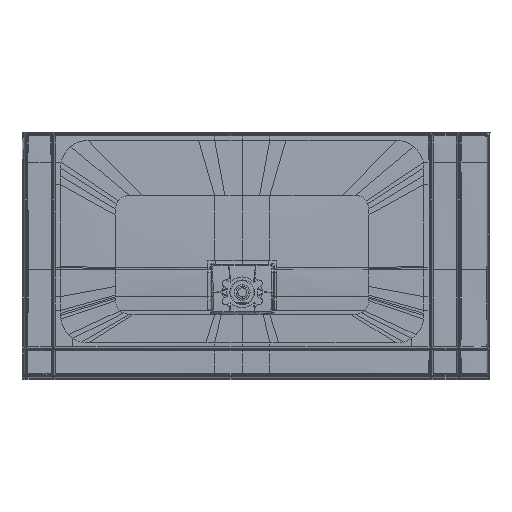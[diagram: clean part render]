
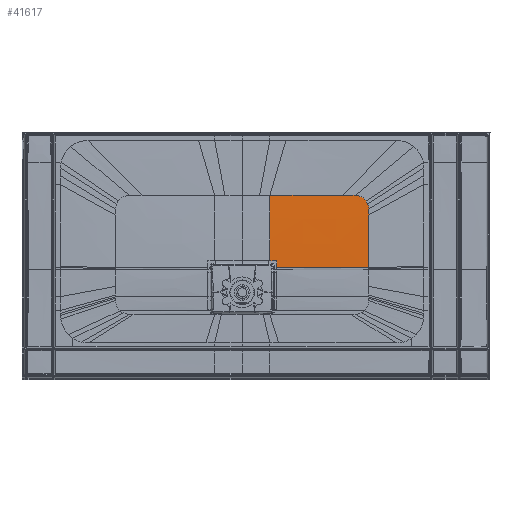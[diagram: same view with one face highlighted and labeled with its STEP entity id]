
A CAD part, front view. The second image highlights one B-rep face of the part: STEP entity #41617.
In plain terms, the highlighted free-form (B-spline) face has degree [3, 3] with [4, 4] control points.
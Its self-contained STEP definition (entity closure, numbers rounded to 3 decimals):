
#11034=CARTESIAN_POINT('',(459.999,-23.737,
145.169));
#11035=CARTESIAN_POINT('',(348.39,-26.357,
145.181));
#11036=CARTESIAN_POINT('',(236.752,-27.777,
145.154));
#11037=CARTESIAN_POINT('',(125.111,-27.962,
145.151));
#11039=CARTESIAN_POINT('',(97.993,7199.92,112.111));
#11040=DIRECTION('',(-1.,0.,0.));
#11041=DIRECTION('',(0.,-1.,0.008));
#11042=AXIS2_PLACEMENT_3D('',#11039,#11040,#11041);
#11044=CARTESIAN_POINT('',(100.081,-22.02,
407.5));
#11045=CARTESIAN_POINT('',(185.468,-22.02,
407.5));
#11046=CARTESIAN_POINT('',(273.811,-21.587,
407.5));
#11047=CARTESIAN_POINT('',(364.083,-20.81,
407.5));
#11049=CARTESIAN_POINT('',(364.083,-20.81,
407.5));
#11050=CARTESIAN_POINT('',(369.232,-20.766,
407.497));
#11051=CARTESIAN_POINT('',(379.498,-20.675,
407.493));
#11052=CARTESIAN_POINT('',(394.803,-20.534,
407.508));
#11053=CARTESIAN_POINT('',(404.945,-20.437,
407.504));
#11054=CARTESIAN_POINT('',(410.,-20.388,
407.499));
#11056=CARTESIAN_POINT('',(410.,-20.388,
407.499));
#11057=CARTESIAN_POINT('',(410.961,-20.379,
407.499));
#11058=CARTESIAN_POINT('',(412.879,-20.361,
407.441));
#11059=CARTESIAN_POINT('',(415.749,-20.34,
407.194));
#11060=CARTESIAN_POINT('',(418.599,-20.323,
406.781));
#11061=CARTESIAN_POINT('',(421.42,-20.31,
406.205));
#11062=CARTESIAN_POINT('',(424.202,-20.301,
405.468));
#11063=CARTESIAN_POINT('',(426.937,-20.296,
404.572));
#11064=CARTESIAN_POINT('',(429.615,-20.295,
403.521));
#11065=CARTESIAN_POINT('',(432.228,-20.298,
402.318));
#11066=CARTESIAN_POINT('',(434.767,-20.305,
400.966));
#11067=CARTESIAN_POINT('',(437.224,-20.316,
399.472));
#11068=CARTESIAN_POINT('',(439.592,-20.33,
397.838));
#11069=CARTESIAN_POINT('',(441.862,-20.347,
396.07));
#11070=CARTESIAN_POINT('',(444.023,-20.368,
394.178));
#11071=CARTESIAN_POINT('',(446.074,-20.392,
392.163));
#11072=CARTESIAN_POINT('',(448.007,-20.419,
390.034));
#11073=CARTESIAN_POINT('',(449.209,-20.438,
388.541));
#11074=CARTESIAN_POINT('',(449.79,-20.449,
387.777));
#11076=CARTESIAN_POINT('',(449.79,-20.449,
387.777));
#11077=CARTESIAN_POINT('',(450.334,-20.459,
387.061));
#11078=CARTESIAN_POINT('',(451.382,-20.479,
385.604));
#11079=CARTESIAN_POINT('',(452.836,-20.512,
383.334));
#11080=CARTESIAN_POINT('',(454.165,-20.547,
380.99));
#11081=CARTESIAN_POINT('',(455.366,-20.585,
378.577));
#11082=CARTESIAN_POINT('',(456.079,-20.611,
376.929));
#11083=CARTESIAN_POINT('',(456.413,-20.625,
376.094));
#11085=CARTESIAN_POINT('',(456.413,-20.625,
376.094));
#11086=CARTESIAN_POINT('',(456.75,-20.639,
375.251));
#11087=CARTESIAN_POINT('',(457.378,-20.667,
373.55));
#11088=CARTESIAN_POINT('',(458.18,-20.711,
370.949));
#11089=CARTESIAN_POINT('',(458.84,-20.758,
368.308));
#11090=CARTESIAN_POINT('',(459.356,-20.806,
365.634));
#11091=CARTESIAN_POINT('',(459.726,-20.857,
362.937));
#11092=CARTESIAN_POINT('',(459.949,-20.909,
360.222));
#11093=CARTESIAN_POINT('',(459.999,-20.944,
358.408));
#11094=CARTESIAN_POINT('',(460.,-20.963,
357.5));
#11096=DIRECTION('',(0.,-0.019,-1.));
#11097=VECTOR('',#11096,21.445);
#11098=CARTESIAN_POINT('',(460.,-20.963,
357.5));
#11099=LINE('',#11098,#11097);
#11100=CARTESIAN_POINT('',(460.,-21.38,
336.059));
#11101=CARTESIAN_POINT('',(460.,-22.582,
271.933));
#11102=CARTESIAN_POINT('',(459.992,-23.362,
208.247));
#11103=CARTESIAN_POINT('',(459.999,-23.737,
145.169));
#11612=CARTESIAN_POINT('',(100.067,-27.825,
170.2));
#11613=CARTESIAN_POINT('',(108.415,-27.825,
170.2));
#11614=CARTESIAN_POINT('',(116.762,-27.817,
170.198));
#11615=CARTESIAN_POINT('',(125.11,-27.803,
170.198));
#11617=CARTESIAN_POINT('',(125.11,-27.803,
170.198));
#11618=CARTESIAN_POINT('',(125.11,-27.871,
161.849));
#11619=CARTESIAN_POINT('',(125.111,-27.923,
153.5));
#11620=CARTESIAN_POINT('',(125.111,-27.962,
145.151));
#11622=CARTESIAN_POINT('',(125.111,-27.962,
145.151));
#20037=CARTESIAN_POINT('',(100.081,-22.02,
407.5));
#20038=VERTEX_POINT('',#20037);
#20040=CARTESIAN_POINT('',(100.067,-27.825,
170.2));
#20042=VERTEX_POINT('',#20040);
#20046=CARTESIAN_POINT('',(364.083,-20.81,
407.5));
#20047=VERTEX_POINT('',#20046);
#20049=CARTESIAN_POINT('',(410.,-20.388,
407.499));
#20050=VERTEX_POINT('',#20049);
#20051=CARTESIAN_POINT('',(449.79,-20.449,
387.777));
#20052=VERTEX_POINT('',#20051);
#20054=CARTESIAN_POINT('',(456.413,-20.625,
376.094));
#20055=VERTEX_POINT('',#20054);
#20057=CARTESIAN_POINT('',(460.,-20.963,
357.5));
#20058=VERTEX_POINT('',#20057);
#20059=CARTESIAN_POINT('',(460.,-21.38,
336.059));
#20060=VERTEX_POINT('',#20059);
#20062=CARTESIAN_POINT('',(459.999,-23.737,
145.169));
#20063=VERTEX_POINT('',#20062);
#20223=VERTEX_POINT('',#11622);
#20224=VERTEX_POINT('',#11617);
#41584=CARTESIAN_POINT('',(463.532,-19.773,
410.052));
#41585=CARTESIAN_POINT('',(463.656,-21.855,
320.905));
#41586=CARTESIAN_POINT('',(463.727,-23.152,
231.725));
#41587=CARTESIAN_POINT('',(463.747,-23.664,
142.543));
#41588=CARTESIAN_POINT('',(341.199,-21.084,
410.219));
#41589=CARTESIAN_POINT('',(341.297,-24.152,
321.033));
#41590=CARTESIAN_POINT('',(341.345,-25.98,
231.796));
#41591=CARTESIAN_POINT('',(341.344,-26.569,
142.555));
#41592=CARTESIAN_POINT('',(218.841,-21.92,
410.329));
#41593=CARTESIAN_POINT('',(218.895,-25.617,
321.107));
#41594=CARTESIAN_POINT('',(218.916,-27.651,
231.816));
#41595=CARTESIAN_POINT('',(218.906,-28.023,
142.522));
#41596=CARTESIAN_POINT('',(96.468,-21.903,
410.327));
#41597=CARTESIAN_POINT('',(96.467,-25.587,
321.106));
#41598=CARTESIAN_POINT('',(96.466,-27.618,
231.817));
#41599=CARTESIAN_POINT('',(96.466,-27.994,
142.522));
#41600=B_SPLINE_SURFACE_WITH_KNOTS('',3,3,((#41584,#41585,#41586,#41587),
(#41588,#41589,#41590,#41591),(#41592,#41593,#41594,#41595),(#41596,#41597,
#41598,#41599)),.UNSPECIFIED.,.F.,.F.,.F.,(4,4),(4,4),(0.384,
1.006),(0.302,0.987),.UNSPECIFIED.);
#41602=ORIENTED_EDGE('',*,*,#41601,.T.);
#41604=ORIENTED_EDGE('',*,*,#41603,.F.);
#41606=ORIENTED_EDGE('',*,*,#41605,.F.);
#41607=ORIENTED_EDGE('',*,*,#41575,.T.);
#41608=ORIENTED_EDGE('',*,*,#41454,.T.);
#41609=ORIENTED_EDGE('',*,*,#41427,.T.);
#41610=ORIENTED_EDGE('',*,*,#41392,.T.);
#41611=ORIENTED_EDGE('',*,*,#41353,.T.);
#41612=ORIENTED_EDGE('',*,*,#41318,.T.);
#41613=ORIENTED_EDGE('',*,*,#41283,.T.);
#41614=ORIENTED_EDGE('',*,*,#41248,.T.);
#41615=EDGE_LOOP('',(#41602,#41604,#41606,#41607,#41608,#41609,#41610,#41611,
#41612,#41613,#41614));
#41616=FACE_OUTER_BOUND('',#41615,.F.);
#41617=ADVANCED_FACE('',(#41616),#41600,.T.);
#11038=B_SPLINE_CURVE_WITH_KNOTS('',3,(#11034,#11035,#11036,#11037),
.UNSPECIFIED.,.F.,.F.,(4,4),(0.,1.),.UNSPECIFIED.);
#11043=CIRCLE('',#11042,7227.978);
#11048=B_SPLINE_CURVE_WITH_KNOTS('',3,(#11044,#11045,#11046,#11047),
.UNSPECIFIED.,.F.,.F.,(4,4),(0.,1.),.UNSPECIFIED.);
#11055=B_SPLINE_CURVE_WITH_KNOTS('',3,(#11049,#11050,#11051,#11052,#11053,
#11054),.UNSPECIFIED.,.F.,.F.,(4,1,1,4),(0.,0.333,
0.667,1.),.UNSPECIFIED.);
#11075=B_SPLINE_CURVE_WITH_KNOTS('',3,(#11056,#11057,#11058,#11059,#11060,
#11061,#11062,#11063,#11064,#11065,#11066,#11067,#11068,#11069,#11070,#11071,
#11072,#11073,#11074),.UNSPECIFIED.,.F.,.F.,(4,1,1,1,1,1,1,1,1,1,1,1,1,1,1,1,4),
(0.,0.063,0.125,0.188,0.25,0.313,0.375,0.438,0.5,0.563,
0.625,0.688,0.75,0.813,0.875,0.938,1.),.UNSPECIFIED.);
#11084=B_SPLINE_CURVE_WITH_KNOTS('',3,(#11076,#11077,#11078,#11079,#11080,
#11081,#11082,#11083),.UNSPECIFIED.,.F.,.F.,(4,1,1,1,1,4),(0.,0.2,0.4,
0.6,0.8,1.),.UNSPECIFIED.);
#11095=B_SPLINE_CURVE_WITH_KNOTS('',3,(#11085,#11086,#11087,#11088,#11089,
#11090,#11091,#11092,#11093,#11094),.UNSPECIFIED.,.F.,.F.,(4,1,1,1,1,1,1,4),(
0.,0.143,0.286,0.429,0.571,
0.714,0.857,1.),.UNSPECIFIED.);
#11104=B_SPLINE_CURVE_WITH_KNOTS('',3,(#11100,#11101,#11102,#11103),
.UNSPECIFIED.,.F.,.F.,(4,4),(0.,1.),.UNSPECIFIED.);
#11616=B_SPLINE_CURVE_WITH_KNOTS('',3,(#11612,#11613,#11614,#11615),
.UNSPECIFIED.,.F.,.F.,(4,4),(0.,1.),.UNSPECIFIED.);
#11621=B_SPLINE_CURVE_WITH_KNOTS('',3,(#11617,#11618,#11619,#11620),
.UNSPECIFIED.,.F.,.F.,(4,4),(0.,1.),.UNSPECIFIED.);
#41248=EDGE_CURVE('',#20060,#20063,#11104,.T.);
#41283=EDGE_CURVE('',#20058,#20060,#11099,.T.);
#41318=EDGE_CURVE('',#20055,#20058,#11095,.T.);
#41353=EDGE_CURVE('',#20052,#20055,#11084,.T.);
#41392=EDGE_CURVE('',#20050,#20052,#11075,.T.);
#41427=EDGE_CURVE('',#20047,#20050,#11055,.T.);
#41454=EDGE_CURVE('',#20038,#20047,#11048,.T.);
#41575=EDGE_CURVE('',#20042,#20038,#11043,.T.);
#41601=EDGE_CURVE('',#20063,#20223,#11038,.T.);
#41603=EDGE_CURVE('',#20224,#20223,#11621,.T.);
#41605=EDGE_CURVE('',#20042,#20224,#11616,.T.);
